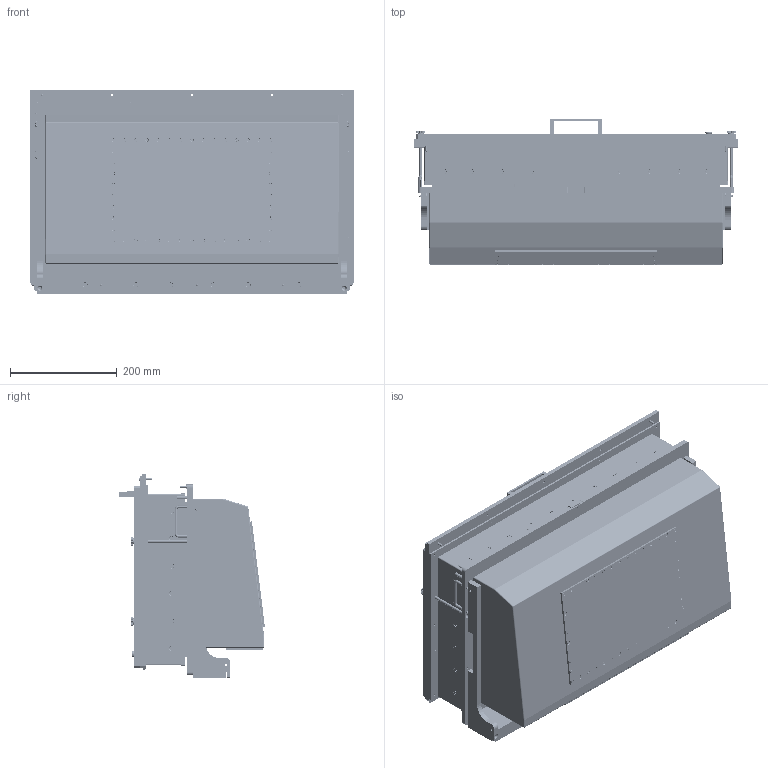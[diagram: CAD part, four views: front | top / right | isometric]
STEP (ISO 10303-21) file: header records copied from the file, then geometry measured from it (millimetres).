
FILE_DESCRIPTION (( 'STEP AP214' ), '1' );
FILE_NAME ('INGUN_64114.STEP', '2021-06-22T09:43:33', ( '' ), ( '' ), 'SwSTEP 2.0', 'SolidWorks 2018', '' );
FILE_SCHEMA (( 'AUTOMOTIVE_DESIGN' ));
Length unit declared in the file: millimetre
Products named in the file (67): 5015~0; 32918~2_S; 1607~1; DIN6325~n_06,0m6x030; 32913~3_S; DIN7991~n_M03,0x006; 35419~0; DIN7991~n_M04,0x012; 41899~3_flexiebel <S>; 109859~0_S; DIN912~n_M03,0x012; 53676~1_S; DIN7991~n_M04,0x016; 45869~1_S; DIN7991~n_M03,0x010 VA; 32914~2_S; 32917~1_S; 109856~0; 41369~1_S; DIN7979~n_04,0m6x020M3; DIN7991~n_M04,0x010; 3917~3_M 3 A; 109863~1_KUNDE<S>; 37785~0_M 5 x85; 44189~1_S; DIN6325~n_04,0m6x012; 32915~2_S; 109861~0; DIN6325~n_03,0m6x024; 109874~0_S; KS-113-Master~-k-s_KS-113 23; ISO7380~n_M04,0x010; 2229~6; DIN912~n_M04,0x012; 109866~3_KUNDE<Standard>; DIN6325~n_03,0m6x016; 109867~0_KUNDE<S>; 35ml_50091~0_S; ISO7380~n_M03,0x008; 2196~6 ...
Assembly tree (251 placements, depth 5):
  INGUN_64114
    109852~0_KUNDE<Standard>
      109853~0
        109854~0_S
          109856~0
          109857~0_S
          DIN7991~n_M04,0x010 VA  x32
        109858~1_S
        109859~0_S
        109861~0
        44189~1_S  x4
        1607~1
        41369~1_S  x4
        ISO7380~n_M03,0x008  x2
        DIN6325~n_02,0m6x008  x2
        DIN912~n_M04,0x012  x14
        ISO7380~n_M04,0x016  x4
        DIN7979~n_04,0m6x020M3  x2
      109863~1_KUNDE<S>
      48213~0_S
      DIN7991~n_M03,0x006
      5015~0
    109865~0_KUNDE<Standard>
      109866~3_KUNDE<Standard>
      109867~0_KUNDE<S>
        109868~1
        32913~3_S
        32914~2_S
        32915~2_S
        32916~2_S
        32917~1_S
        32918~2_S
        DIN7991~n_M03,0x008 VA  x84
        DIN7991~n_M03,0x006  x8
      35ml_50091~0_S
      53675~1_S
      53676~1_S
      109874~0_S
      109876~0
      35419~0  x4
      2196~6  x2
      2229~6  x2
      43627~0_Hub 22,5mm<Standard>  x4
      32293~0_S
      1598~0  x2
      41899~3_flexiebel <S>
        KS-113-Master~-k-s_KS-113 23
        GKS-114-0015~-g-k-s_Hub = 08,0 <S>
        53731~0
        3917~3_M 3 A
      2528~0
      DIN912~n_M03,0x012  x4
      DIN6325~n_04,0m6x014  x2
      DIN912~n_M04,0x012  x9
      DIN7991~n_M03,0x010 VA
      DIN6325~n_06,0m6x030
      DIN6325~n_03,0m6x016
      DIN6325~n_03,0m6x024
      ISO7380~n_M04,0x010  x2
      DIN7991~n_M04,0x010
Bounding box: 607 x 272.69 x 382.75 mm (x, y, z)
Volume: 8864222.2 mm3; surface area: 3616067.5 mm2
Topology: 256 solids, 256 shells, 9800 faces, 24271 edges, 15397 vertices
Faces by surface type: cylinder 5577, plane 2375, cone 1646, torus 120, sphere 74, bspline 8
Entity records: 158090 total; most frequent: DIRECTION 26604, CARTESIAN_POINT 26589, ORIENTED_EDGE 22888, EDGE_CURVE 11444, AXIS2_PLACEMENT_3D 10380, VERTEX_POINT 7399, EDGE_LOOP 6323, LINE 5844
